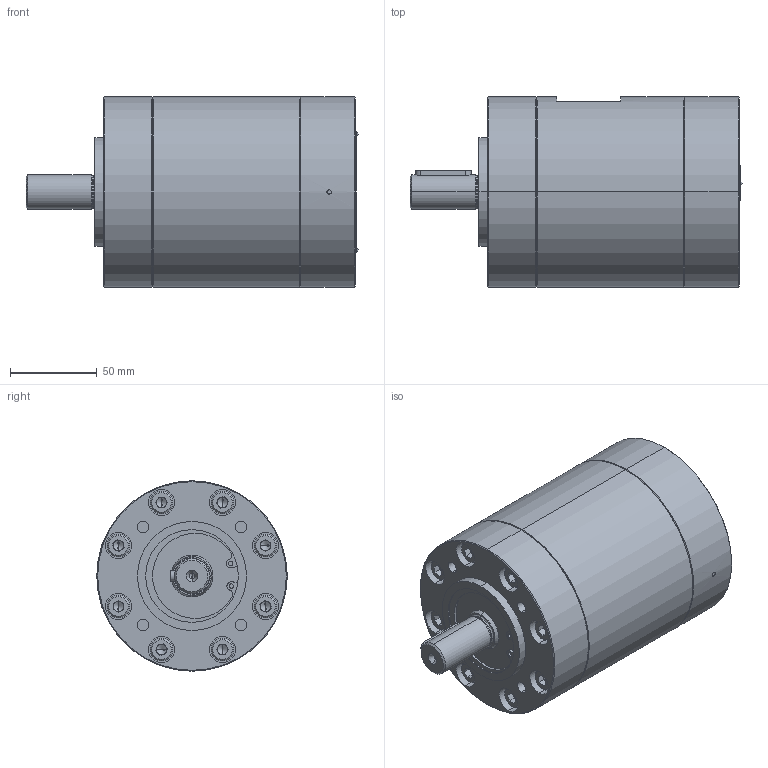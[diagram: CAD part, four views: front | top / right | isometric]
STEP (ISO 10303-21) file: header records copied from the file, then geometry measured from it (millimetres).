
FILE_DESCRIPTION (( 'STEP AP214' ), '1' );
FILE_NAME ('AKP110.STEP', '2025-06-16T06:30:08', ( '' ), ( '' ), 'SwSTEP 2.0', 'SolidWorks 2022', '' );
FILE_SCHEMA (( 'AUTOMOTIVE_DESIGN' ));
Length unit declared in the file: millimetre
Products named in the file (1): AKP110
Bounding box: 191.8 x 110 x 110 mm (x, y, z)
Volume: 1367251 mm3; surface area: 100621.2 mm2
Topology: 4 solids, 28 shells, 929 faces, 2219 edges, 1399 vertices
Faces by surface type: plane 539, cylinder 223, cone 112, bspline 55
Entity records: 33951 total; most frequent: CARTESIAN_POINT 5817, DIRECTION 4449, ORIENTED_EDGE 4330, EDGE_CURVE 2165, AXIS2_PLACEMENT_3D 1523, LINE 1403, VECTOR 1403, VERTEX_POINT 1399
